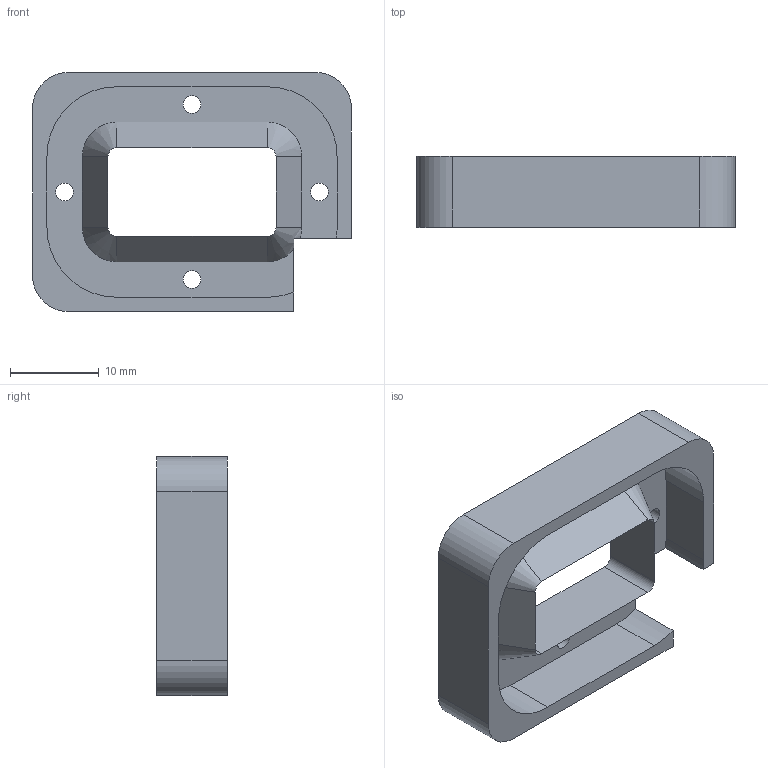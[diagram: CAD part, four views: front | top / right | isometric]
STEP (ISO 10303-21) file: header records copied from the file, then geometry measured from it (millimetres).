
FILE_DESCRIPTION(/* description */ (''),/* implementation_level */ '2;1');
FILE_NAME(/* name */ 'V20_Clamp_Top_EndBody.stp',/* time_stamp */ '2025-10-28T09:50:07+10:30',/* author */ ('matth'),/* organization */ (''),/* preprocessor_version */ 'ST-DEVELOPER v20.1',/* originating_system */ 'Autodesk Inventor 2026',/* authorisation */ '');
FILE_SCHEMA (('AUTOMOTIVE_DESIGN { 1 0 10303 214 3 1 1 }'));
Length unit declared in the file: millimetre
Products named in the file (1): endbodytopclamp
Bounding box: 36 x 8 x 27 mm (x, y, z)
Volume: 3074.6 mm3; surface area: 3497.1 mm2
Topology: 1 solids, 1 shells, 41 faces, 112 edges, 72 vertices
Faces by surface type: plane 21, cylinder 16, cone 4
Full cylindrical faces by diameter (mm): 2 x4
Entity records: 1360 total; most frequent: DIRECTION 231, CARTESIAN_POINT 230, ORIENTED_EDGE 224, EDGE_CURVE 112, AXIS2_PLACEMENT_3D 79, LINE 73, VECTOR 73, VERTEX_POINT 72
